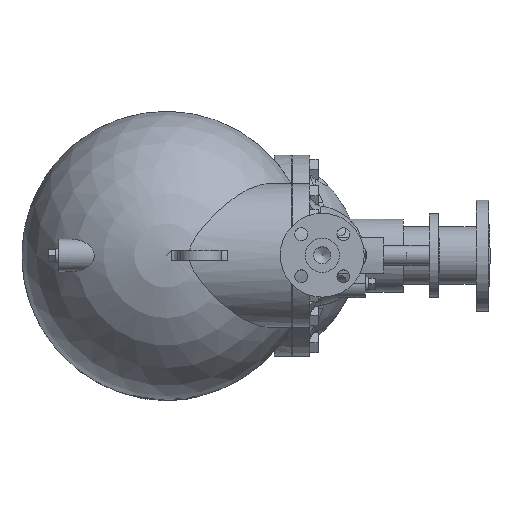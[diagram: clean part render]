
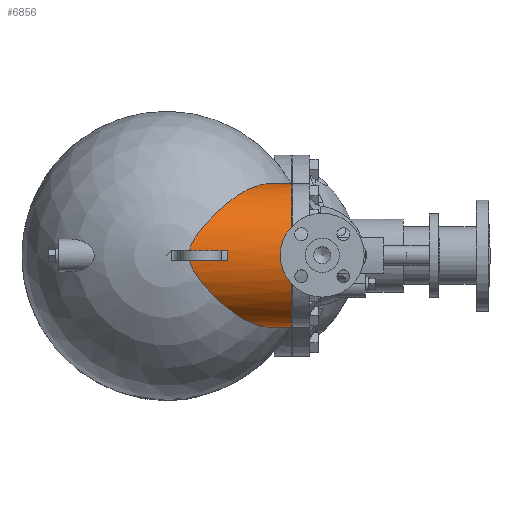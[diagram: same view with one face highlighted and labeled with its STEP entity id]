
A CAD part, top view. The second image highlights one B-rep face of the part: STEP entity #6856.
In plain terms, the highlighted cylindrical face has radius 107 mm (diameter 214 mm), a partial arc.
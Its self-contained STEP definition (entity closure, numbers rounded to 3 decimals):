
#497=LINE('',#13092,#1016);
#499=LINE('',#13097,#1018);
#529=LINE('',#13322,#1048);
#530=LINE('',#13325,#1049);
#1016=VECTOR('',#9017,33.1);
#1018=VECTOR('',#9021,33.1);
#1048=VECTOR('',#9155,57.09);
#1049=VECTOR('',#9158,57.09);
#1200=B_SPLINE_CURVE_WITH_KNOTS('',3,(#12843,#12844,#12845,#12846,#12847,
#12848,#12849,#12850,#12851,#12852,#12853,#12854,#12855,#12856,#12857,#12858,
#12859,#12860,#12861,#12862,#12863,#12864,#12865,#12866),.UNSPECIFIED.,
 .F.,.F.,(4,2,2,2,2,2,2,2,2,2,2,4),(23.541,24.138,24.832,
25.526,26.913,28.3,29.687,32.461,
35.236,37.92,40.604,42.899),
 .UNSPECIFIED.);
#1208=B_SPLINE_CURVE_WITH_KNOTS('',3,(#13017,#13018,#13019,#13020,#13021,
#13022,#13023,#13024,#13025,#13026,#13027,#13028,#13029,#13030,#13031,#13032,
#13033,#13034,#13035,#13036,#13037,#13038),.UNSPECIFIED.,.F.,.F.,(4,2,2,
2,2,2,2,2,2,2,4),(2.974,5.73,8.485,11.24,
13.996,15.583,17.171,18.759,20.346,
21.294,22.085),.UNSPECIFIED.);
#1218=B_SPLINE_CURVE_WITH_KNOTS('',3,(#13326,#13327,#13328,#13329),
 .UNSPECIFIED.,.F.,.F.,(4,4),(-45.73,-44.094),
 .UNSPECIFIED.);
#1990=FACE_OUTER_BOUND('',#2501,.T.);
#2501=EDGE_LOOP('',(#6099,#6100,#6101,#6102,#6103,#6104,#6105,#6106));
#2840=CIRCLE('',#7470,107.);
#3409=VERTEX_POINT('',#12840);
#3410=VERTEX_POINT('',#12842);
#3435=VERTEX_POINT('',#13014);
#3436=VERTEX_POINT('',#13016);
#3441=VERTEX_POINT('',#13090);
#3443=VERTEX_POINT('',#13096);
#3490=VERTEX_POINT('',#13321);
#3491=VERTEX_POINT('',#13324);
#4292=EDGE_CURVE('',#3409,#3410,#1200,.T.);
#4318=EDGE_CURVE('',#3435,#3436,#1208,.T.);
#4325=EDGE_CURVE('',#3441,#3435,#497,.T.);
#4327=EDGE_CURVE('',#3443,#3410,#499,.T.);
#4394=EDGE_CURVE('',#3490,#3436,#529,.T.);
#4395=EDGE_CURVE('',#3443,#3441,#2840,.T.);
#4396=EDGE_CURVE('',#3409,#3491,#530,.T.);
#4397=EDGE_CURVE('',#3490,#3491,#1218,.T.);
#6099=ORIENTED_EDGE('',*,*,#4394,.T.);
#6100=ORIENTED_EDGE('',*,*,#4318,.F.);
#6101=ORIENTED_EDGE('',*,*,#4325,.F.);
#6102=ORIENTED_EDGE('',*,*,#4395,.F.);
#6103=ORIENTED_EDGE('',*,*,#4327,.T.);
#6104=ORIENTED_EDGE('',*,*,#4292,.F.);
#6105=ORIENTED_EDGE('',*,*,#4396,.T.);
#6106=ORIENTED_EDGE('',*,*,#4397,.F.);
#6491=CYLINDRICAL_SURFACE('',#7469,107.);
#6856=ADVANCED_FACE('',(#1990),#6491,.T.);
#7469=AXIS2_PLACEMENT_3D('',#13320,#9153,#9154);
#7470=AXIS2_PLACEMENT_3D('',#13323,#9156,#9157);
#9017=DIRECTION('',(-1.,0.,0.));
#9021=DIRECTION('',(-1.,0.,0.));
#9153=DIRECTION('center_axis',(-1.,0.,0.));
#9154=DIRECTION('ref_axis',(0.,1.,0.));
#9155=DIRECTION('',(-1.,0.,0.));
#9156=DIRECTION('center_axis',(1.,0.,0.));
#9157=DIRECTION('ref_axis',(0.,1.,0.));
#9158=DIRECTION('',(1.,0.,0.));
#12840=CARTESIAN_POINT('',(34.691,7.5,342.05));
#12842=CARTESIAN_POINT('',(153.9,107.,235.313));
#12843=CARTESIAN_POINT('Ctrl Pts',(34.691,7.5,342.05));
#12844=CARTESIAN_POINT('Ctrl Pts',(35.116,9.493,341.91));
#12845=CARTESIAN_POINT('Ctrl Pts',(35.694,11.434,341.717));
#12846=CARTESIAN_POINT('Ctrl Pts',(37.15,15.451,341.214));
#12847=CARTESIAN_POINT('Ctrl Pts',(38.068,17.524,340.889));
#12848=CARTESIAN_POINT('Ctrl Pts',(40.085,21.554,340.14));
#12849=CARTESIAN_POINT('Ctrl Pts',(41.185,23.511,339.717));
#12850=CARTESIAN_POINT('Ctrl Pts',(44.681,29.257,338.311));
#12851=CARTESIAN_POINT('Ctrl Pts',(47.266,32.926,337.192));
#12852=CARTESIAN_POINT('Ctrl Pts',(52.725,40.067,334.601));
#12853=CARTESIAN_POINT('Ctrl Pts',(55.598,43.533,333.129));
#12854=CARTESIAN_POINT('Ctrl Pts',(61.514,50.277,329.84));
#12855=CARTESIAN_POINT('Ctrl Pts',(64.558,53.555,328.022));
#12856=CARTESIAN_POINT('Ctrl Pts',(73.834,63.084,322.063));
#12857=CARTESIAN_POINT('Ctrl Pts',(80.186,69.006,317.423));
#12858=CARTESIAN_POINT('Ctrl Pts',(92.721,79.66,307.133));
#12859=CARTESIAN_POINT('Ctrl Pts',(98.908,84.387,301.483));
#12860=CARTESIAN_POINT('Ctrl Pts',(110.529,92.276,289.918));
#12861=CARTESIAN_POINT('Ctrl Pts',(116.417,95.781,283.582));
#12862=CARTESIAN_POINT('Ctrl Pts',(128.165,101.512,269.94));
#12863=CARTESIAN_POINT('Ctrl Pts',(134.026,103.738,262.635));
#12864=CARTESIAN_POINT('Ctrl Pts',(144.588,106.373,248.621));
#12865=CARTESIAN_POINT('Ctrl Pts',(149.342,107.,241.974));
#12866=CARTESIAN_POINT('Ctrl Pts',(153.9,107.,235.313));
#13014=CARTESIAN_POINT('',(153.9,-107.,235.313));
#13016=CARTESIAN_POINT('',(34.691,-7.5,342.05));
#13017=CARTESIAN_POINT('Ctrl Pts',(153.9,-107.,235.313));
#13018=CARTESIAN_POINT('Ctrl Pts',(148.713,-107.,242.893));
#13019=CARTESIAN_POINT('Ctrl Pts',(143.163,-106.183,250.615));
#13020=CARTESIAN_POINT('Ctrl Pts',(131.571,-102.876,265.736));
#13021=CARTESIAN_POINT('Ctrl Pts',(125.527,-100.387,273.133));
#13022=CARTESIAN_POINT('Ctrl Pts',(113.22,-93.956,287.084));
#13023=CARTESIAN_POINT('Ctrl Pts',(106.948,-90.011,293.643));
#13024=CARTESIAN_POINT('Ctrl Pts',(94.5,-81.064,305.549));
#13025=CARTESIAN_POINT('Ctrl Pts',(88.321,-76.063,310.896));
#13026=CARTESIAN_POINT('Ctrl Pts',(78.972,-67.776,318.21));
#13027=CARTESIAN_POINT('Ctrl Pts',(75.399,-64.45,320.836));
#13028=CARTESIAN_POINT('Ctrl Pts',(68.157,-57.317,325.771));
#13029=CARTESIAN_POINT('Ctrl Pts',(64.488,-53.511,328.08));
#13030=CARTESIAN_POINT('Ctrl Pts',(57.302,-45.554,332.236));
#13031=CARTESIAN_POINT('Ctrl Pts',(53.783,-41.406,334.082));
#13032=CARTESIAN_POINT('Ctrl Pts',(47.199,-32.878,337.239));
#13033=CARTESIAN_POINT('Ctrl Pts',(44.131,-28.501,338.55));
#13034=CARTESIAN_POINT('Ctrl Pts',(39.948,-21.344,340.199));
#13035=CARTESIAN_POINT('Ctrl Pts',(38.435,-18.439,340.758));
#13036=CARTESIAN_POINT('Ctrl Pts',(36.132,-12.843,341.571));
#13037=CARTESIAN_POINT('Ctrl Pts',(35.266,-10.195,341.861));
#13038=CARTESIAN_POINT('Ctrl Pts',(34.691,-7.5,342.05));
#13090=CARTESIAN_POINT('',(187.,-107.,235.313));
#13092=CARTESIAN_POINT('',(187.,-107.,235.313));
#13096=CARTESIAN_POINT('',(187.,107.,235.313));
#13097=CARTESIAN_POINT('',(187.,107.,235.313));
#13320=CARTESIAN_POINT('Origin',(187.,0.,235.313));
#13321=CARTESIAN_POINT('',(91.78,-7.5,342.05));
#13322=CARTESIAN_POINT('',(187.,-7.5,342.05));
#13323=CARTESIAN_POINT('Origin',(187.,0.,235.313));
#13324=CARTESIAN_POINT('',(91.78,7.5,342.05));
#13325=CARTESIAN_POINT('',(187.,7.5,342.05));
#13326=CARTESIAN_POINT('Ctrl Pts',(91.78,-7.5,342.05));
#13327=CARTESIAN_POINT('Ctrl Pts',(91.852,-2.492,342.402));
#13328=CARTESIAN_POINT('Ctrl Pts',(91.852,2.498,342.402));
#13329=CARTESIAN_POINT('Ctrl Pts',(91.78,7.5,342.05));
